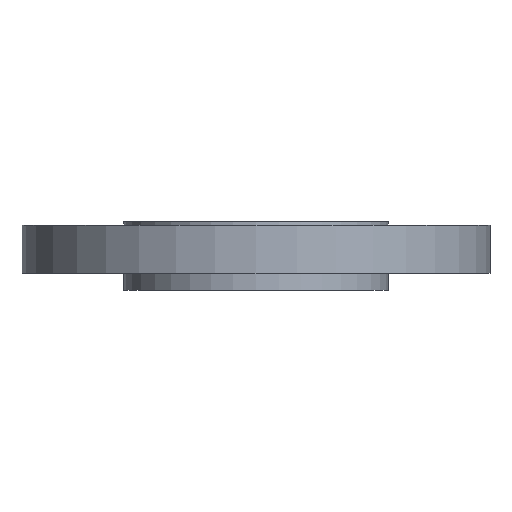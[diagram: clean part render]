
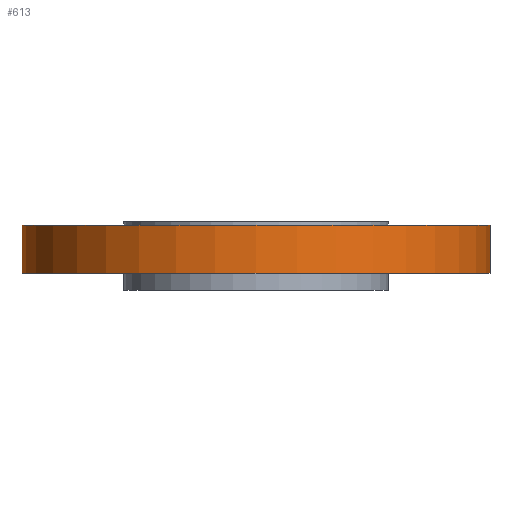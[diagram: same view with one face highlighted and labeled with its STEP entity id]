
A CAD part, front view. The second image highlights one B-rep face of the part: STEP entity #613.
In plain terms, the highlighted cylindrical face has radius 107.95 mm (diameter 215.9 mm), a partial arc.
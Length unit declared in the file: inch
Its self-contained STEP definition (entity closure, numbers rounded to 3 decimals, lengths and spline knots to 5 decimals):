
#3 = VECTOR ( 'NONE', #321, 39.37008 ) ;
#13 = DIRECTION ( 'NONE',  ( 1., 0., 0. ) ) ;
#36 = VERTEX_POINT ( 'NONE', #897 ) ;
#48 = CARTESIAN_POINT ( 'NONE',  ( -4.25, 0., -0.0625 ) ) ;
#87 = VECTOR ( 'NONE', #136, 39.37008 ) ;
#92 = EDGE_CURVE ( 'NONE', #36, #364, #93, .T. ) ;
#93 = CIRCLE ( 'NONE', #630, 4.25 ) ;
#136 = DIRECTION ( 'NONE',  ( 0., 0., 1. ) ) ;
#141 = ORIENTED_EDGE ( 'NONE', *, *, #322, .T. ) ;
#144 = CYLINDRICAL_SURFACE ( 'NONE', #181, 4.25 ) ;
#181 = AXIS2_PLACEMENT_3D ( 'NONE', #714, #562, #849 ) ;
#208 = LINE ( 'NONE', #534, #87 ) ;
#215 = VERTEX_POINT ( 'NONE', #48 ) ;
#238 = EDGE_CURVE ( 'NONE', #364, #215, #208, .T. ) ;
#321 = DIRECTION ( 'NONE',  ( 0., 0., 1. ) ) ;
#322 = EDGE_CURVE ( 'NONE', #36, #815, #1000, .T. ) ;
#364 = VERTEX_POINT ( 'NONE', #854 ) ;
#380 = FACE_OUTER_BOUND ( 'NONE', #400, .T. ) ;
#400 = EDGE_LOOP ( 'NONE', ( #732, #979, #141, #936 ) ) ;
#423 = CARTESIAN_POINT ( 'NONE',  ( 4.25, 0., -0.0625 ) ) ;
#534 = CARTESIAN_POINT ( 'NONE',  ( -4.25, 0., -12.96082 ) ) ;
#562 = DIRECTION ( 'NONE',  ( 0., 0., 1. ) ) ;
#594 = DIRECTION ( 'NONE',  ( 1., 0., 0. ) ) ;
#613 = ADVANCED_FACE ( 'NONE', ( #380 ), #144, .T. ) ;
#630 = AXIS2_PLACEMENT_3D ( 'NONE', #741, #682, #594 ) ;
#633 = DIRECTION ( 'NONE',  ( 0., 0., 1. ) ) ;
#682 = DIRECTION ( 'NONE',  ( 0., 0., -1. ) ) ;
#711 = CARTESIAN_POINT ( 'NONE',  ( 4.25, 0., -12.96082 ) ) ;
#714 = CARTESIAN_POINT ( 'NONE',  ( 0., 0., -12.96082 ) ) ;
#732 = ORIENTED_EDGE ( 'NONE', *, *, #238, .F. ) ;
#741 = CARTESIAN_POINT ( 'NONE',  ( 0., 0., -0.94 ) ) ;
#767 = AXIS2_PLACEMENT_3D ( 'NONE', #866, #633, #13 ) ;
#768 = EDGE_CURVE ( 'NONE', #215, #815, #942, .T. ) ;
#815 = VERTEX_POINT ( 'NONE', #423 ) ;
#849 = DIRECTION ( 'NONE',  ( 1., 0., 0. ) ) ;
#854 = CARTESIAN_POINT ( 'NONE',  ( -4.25, 0., -0.94 ) ) ;
#866 = CARTESIAN_POINT ( 'NONE',  ( 0., 0., -0.0625 ) ) ;
#897 = CARTESIAN_POINT ( 'NONE',  ( 4.25, 0., -0.94 ) ) ;
#936 = ORIENTED_EDGE ( 'NONE', *, *, #768, .F. ) ;
#942 = CIRCLE ( 'NONE', #767, 4.25 ) ;
#979 = ORIENTED_EDGE ( 'NONE', *, *, #92, .F. ) ;
#1000 = LINE ( 'NONE', #711, #3 ) ;
